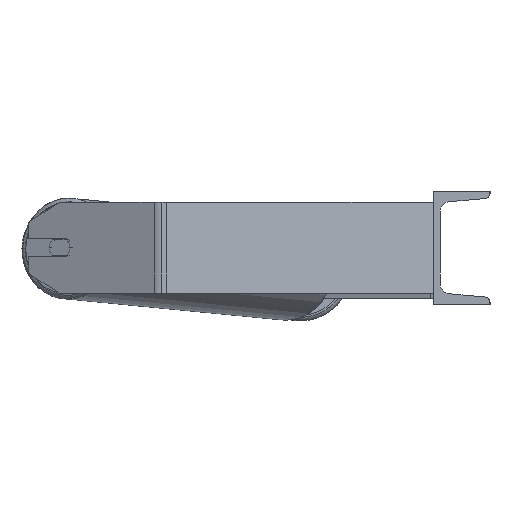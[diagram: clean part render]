
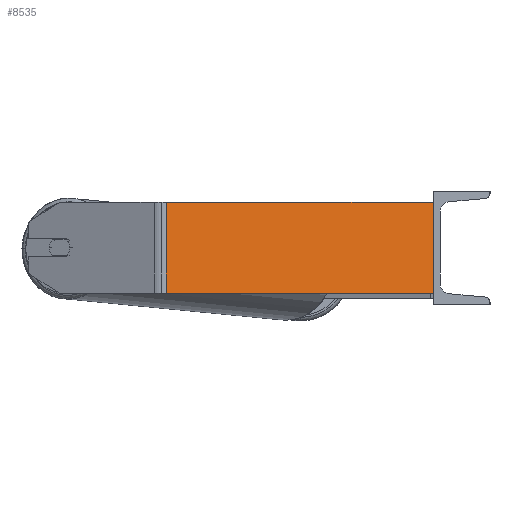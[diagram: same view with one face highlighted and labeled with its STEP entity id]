
A CAD part, left-side view. The second image highlights one B-rep face of the part: STEP entity #8535.
In plain terms, the highlighted planar face has unit normal (-0.966, -0.259, 0).
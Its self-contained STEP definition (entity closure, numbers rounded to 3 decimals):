
#243 = VECTOR ( 'NONE', #5376, 1000. ) ;
#247 = ORIENTED_EDGE ( 'NONE', *, *, #8942, .T. ) ;
#407 = VERTEX_POINT ( 'NONE', #8090 ) ;
#635 = DIRECTION ( 'NONE',  ( 0.259, -0.966, 0. ) ) ;
#919 = LINE ( 'NONE', #6413, #2833 ) ;
#1012 = EDGE_CURVE ( 'NONE', #7259, #2258, #2780, .T. ) ;
#1139 = LINE ( 'NONE', #4563, #5911 ) ;
#1451 = CARTESIAN_POINT ( 'NONE',  ( -685., 0., 40. ) ) ;
#1733 = CARTESIAN_POINT ( 'NONE',  ( -747.964, 234.985, -40. ) ) ;
#1893 = DIRECTION ( 'NONE',  ( -0.259, 0.966, 0. ) ) ;
#2258 = VERTEX_POINT ( 'NONE', #1451 ) ;
#2501 = PLANE ( 'NONE',  #5027 ) ;
#2565 = CARTESIAN_POINT ( 'NONE',  ( -685., 0., 40. ) ) ;
#2780 = LINE ( 'NONE', #4150, #4219 ) ;
#2833 = VECTOR ( 'NONE', #7848, 1000. ) ;
#3285 = DIRECTION ( 'NONE',  ( 0.966, 0.259, 0. ) ) ;
#3661 = EDGE_LOOP ( 'NONE', ( #247, #6618, #7486, #7847 ) ) ;
#4150 = CARTESIAN_POINT ( 'NONE',  ( -749.471, 240.61, 40. ) ) ;
#4219 = VECTOR ( 'NONE', #635, 1000. ) ;
#4563 = CARTESIAN_POINT ( 'NONE',  ( -747.964, 234.985, 40. ) ) ;
#5027 = AXIS2_PLACEMENT_3D ( 'NONE', #8125, #3285, #1893 ) ;
#5376 = DIRECTION ( 'NONE',  ( 0., 0., -1. ) ) ;
#5911 = VECTOR ( 'NONE', #6770, 1000. ) ;
#6069 = LINE ( 'NONE', #2565, #243 ) ;
#6115 = CARTESIAN_POINT ( 'NONE',  ( -747.964, 234.985, 40. ) ) ;
#6161 = FACE_OUTER_BOUND ( 'NONE', #3661, .T. ) ;
#6293 = EDGE_CURVE ( 'NONE', #2258, #407, #6069, .T. ) ;
#6375 = VERTEX_POINT ( 'NONE', #1733 ) ;
#6413 = CARTESIAN_POINT ( 'NONE',  ( -749.471, 240.61, -40. ) ) ;
#6618 = ORIENTED_EDGE ( 'NONE', *, *, #6293, .F. ) ;
#6770 = DIRECTION ( 'NONE',  ( 0., 0., -1. ) ) ;
#7259 = VERTEX_POINT ( 'NONE', #6115 ) ;
#7486 = ORIENTED_EDGE ( 'NONE', *, *, #1012, .F. ) ;
#7761 = EDGE_CURVE ( 'NONE', #7259, #6375, #1139, .T. ) ;
#7847 = ORIENTED_EDGE ( 'NONE', *, *, #7761, .T. ) ;
#7848 = DIRECTION ( 'NONE',  ( 0.259, -0.966, 0. ) ) ;
#8090 = CARTESIAN_POINT ( 'NONE',  ( -685., 0., -40. ) ) ;
#8125 = CARTESIAN_POINT ( 'NONE',  ( -749.471, 240.61, 40. ) ) ;
#8535 = ADVANCED_FACE ( 'NONE', ( #6161 ), #2501, .F. ) ;
#8942 = EDGE_CURVE ( 'NONE', #6375, #407, #919, .T. ) ;
